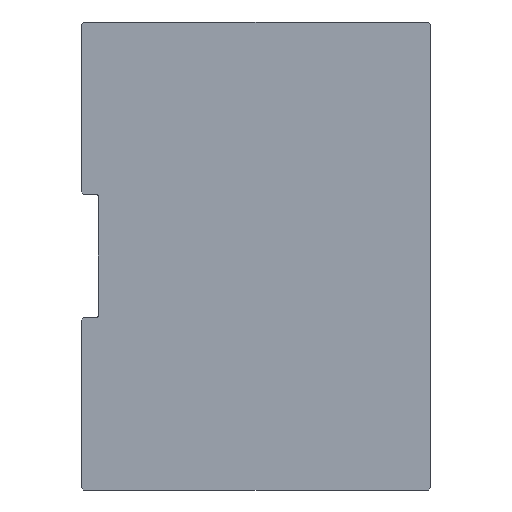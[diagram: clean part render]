
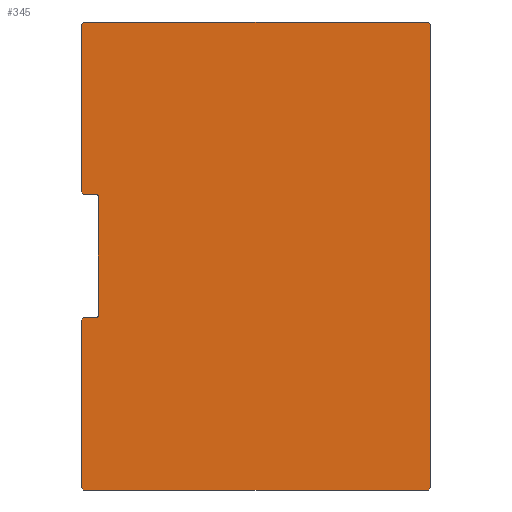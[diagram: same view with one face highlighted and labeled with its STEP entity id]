
A CAD part, front view. The second image highlights one B-rep face of the part: STEP entity #345.
In plain terms, the highlighted planar face has unit normal (0, -1, 0).
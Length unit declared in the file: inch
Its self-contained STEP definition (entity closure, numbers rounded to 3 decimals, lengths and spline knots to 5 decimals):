
#17=CIRCLE('',#384,0.25);
#18=CIRCLE('',#385,0.25);
#29=FACE_OUTER_BOUND('',#47,.T.);
#47=EDGE_LOOP('',(#257,#258,#259,#260,#261,#262,#263,#264,#265,#266,#267,
#268,#269,#270,#271,#272));
#59=LINE('',#495,#103);
#63=LINE('',#504,#107);
#65=LINE('',#509,#109);
#69=LINE('',#518,#113);
#73=LINE('',#527,#117);
#77=LINE('',#536,#121);
#81=LINE('',#545,#125);
#87=LINE('',#558,#131);
#89=LINE('',#561,#133);
#90=LINE('',#564,#134);
#91=LINE('',#565,#135);
#92=LINE('',#566,#136);
#93=LINE('',#567,#137);
#94=LINE('',#568,#138);
#103=VECTOR('',#403,39.37008);
#107=VECTOR('',#409,39.37008);
#109=VECTOR('',#413,39.37008);
#113=VECTOR('',#419,39.37008);
#117=VECTOR('',#425,39.37008);
#121=VECTOR('',#431,39.37008);
#125=VECTOR('',#437,39.37008);
#131=VECTOR('',#445,39.37008);
#133=VECTOR('',#449,39.37008);
#134=VECTOR('',#454,39.37008);
#135=VECTOR('',#455,39.37008);
#136=VECTOR('',#456,39.37008);
#137=VECTOR('',#457,39.37008);
#138=VECTOR('',#458,39.37008);
#147=VERTEX_POINT('',#492);
#148=VERTEX_POINT('',#494);
#151=VERTEX_POINT('',#501);
#152=VERTEX_POINT('',#503);
#153=VERTEX_POINT('',#507);
#154=VERTEX_POINT('',#508);
#157=VERTEX_POINT('',#516);
#158=VERTEX_POINT('',#517);
#161=VERTEX_POINT('',#525);
#162=VERTEX_POINT('',#526);
#165=VERTEX_POINT('',#534);
#166=VERTEX_POINT('',#535);
#169=VERTEX_POINT('',#543);
#170=VERTEX_POINT('',#544);
#175=VERTEX_POINT('',#555);
#176=VERTEX_POINT('',#557);
#179=EDGE_CURVE('',#147,#148,#59,.T.);
#183=EDGE_CURVE('',#152,#151,#63,.T.);
#185=EDGE_CURVE('',#153,#154,#65,.T.);
#189=EDGE_CURVE('',#157,#158,#69,.T.);
#193=EDGE_CURVE('',#161,#162,#73,.T.);
#197=EDGE_CURVE('',#165,#166,#77,.T.);
#201=EDGE_CURVE('',#169,#170,#81,.T.);
#207=EDGE_CURVE('',#175,#176,#87,.T.);
#209=EDGE_CURVE('',#147,#152,#89,.T.);
#210=EDGE_CURVE('',#151,#153,#17,.T.);
#211=EDGE_CURVE('',#154,#158,#18,.T.);
#212=EDGE_CURVE('',#157,#162,#90,.T.);
#213=EDGE_CURVE('',#161,#165,#91,.T.);
#214=EDGE_CURVE('',#166,#169,#92,.T.);
#215=EDGE_CURVE('',#170,#176,#93,.T.);
#216=EDGE_CURVE('',#175,#148,#94,.T.);
#257=ORIENTED_EDGE('',*,*,#179,.F.);
#258=ORIENTED_EDGE('',*,*,#209,.T.);
#259=ORIENTED_EDGE('',*,*,#183,.T.);
#260=ORIENTED_EDGE('',*,*,#210,.T.);
#261=ORIENTED_EDGE('',*,*,#185,.T.);
#262=ORIENTED_EDGE('',*,*,#211,.T.);
#263=ORIENTED_EDGE('',*,*,#189,.F.);
#264=ORIENTED_EDGE('',*,*,#212,.T.);
#265=ORIENTED_EDGE('',*,*,#193,.F.);
#266=ORIENTED_EDGE('',*,*,#213,.T.);
#267=ORIENTED_EDGE('',*,*,#197,.T.);
#268=ORIENTED_EDGE('',*,*,#214,.T.);
#269=ORIENTED_EDGE('',*,*,#201,.T.);
#270=ORIENTED_EDGE('',*,*,#215,.T.);
#271=ORIENTED_EDGE('',*,*,#207,.F.);
#272=ORIENTED_EDGE('',*,*,#216,.T.);
#329=PLANE('',#383);
#345=ADVANCED_FACE('',(#29),#329,.T.);
#383=AXIS2_PLACEMENT_3D('',#560,#447,#448);
#384=AXIS2_PLACEMENT_3D('',#562,#450,#451);
#385=AXIS2_PLACEMENT_3D('',#563,#452,#453);
#403=DIRECTION('',(0.,0.,1.));
#409=DIRECTION('',(1.,0.,0.));
#413=DIRECTION('',(0.,0.,-1.));
#419=DIRECTION('',(1.,0.,0.));
#425=DIRECTION('',(0.,0.,1.));
#431=DIRECTION('',(1.,0.,0.));
#437=DIRECTION('',(0.,0.,1.));
#445=DIRECTION('',(1.,0.,0.));
#447=DIRECTION('center_axis',(0.,-1.,0.));
#448=DIRECTION('ref_axis',(1.,0.,0.));
#449=DIRECTION('',(0.707,0.,-0.707));
#450=DIRECTION('center_axis',(0.,1.,0.));
#451=DIRECTION('ref_axis',(0.,0.,-1.));
#452=DIRECTION('center_axis',(0.,1.,0.));
#453=DIRECTION('ref_axis',(0.,0.,-1.));
#454=DIRECTION('',(-0.707,0.,-0.707));
#455=DIRECTION('',(0.707,0.,-0.707));
#456=DIRECTION('',(0.707,0.,0.707));
#457=DIRECTION('',(-0.707,0.,0.707));
#458=DIRECTION('',(-0.707,0.,-0.707));
#492=CARTESIAN_POINT('',(2.,-0.25,30.25));
#494=CARTESIAN_POINT('',(2.,-0.25,47.25));
#495=CARTESIAN_POINT('',(2.,-0.25,2.06904));
#501=CARTESIAN_POINT('',(3.5,-0.25,30.));
#503=CARTESIAN_POINT('',(2.25,-0.25,30.));
#504=CARTESIAN_POINT('',(4.76793,-0.25,30.));
#507=CARTESIAN_POINT('',(3.75,-0.25,29.75));
#508=CARTESIAN_POINT('',(3.75,-0.25,17.75));
#509=CARTESIAN_POINT('',(3.75,-0.25,24.64587));
#516=CARTESIAN_POINT('',(2.25,-0.25,17.5));
#517=CARTESIAN_POINT('',(3.5,-0.25,17.5));
#518=CARTESIAN_POINT('',(4.76793,-0.25,17.5));
#525=CARTESIAN_POINT('',(2.,-0.25,0.25));
#526=CARTESIAN_POINT('',(2.,-0.25,17.25));
#527=CARTESIAN_POINT('',(2.,-0.25,2.06904));
#534=CARTESIAN_POINT('',(2.25,-0.25,0.));
#535=CARTESIAN_POINT('',(37.25,-0.25,0.));
#536=CARTESIAN_POINT('',(4.87014,-0.25,0.));
#543=CARTESIAN_POINT('',(37.5,-0.25,0.25));
#544=CARTESIAN_POINT('',(37.5,-0.25,47.25));
#545=CARTESIAN_POINT('',(37.5,-0.25,2.06904));
#555=CARTESIAN_POINT('',(2.25,-0.25,47.5));
#557=CARTESIAN_POINT('',(37.25,-0.25,47.5));
#558=CARTESIAN_POINT('',(4.87014,-0.25,47.5));
#560=CARTESIAN_POINT('Origin',(19.75,-0.25,23.75));
#561=CARTESIAN_POINT('',(14.125,-0.25,18.125));
#562=CARTESIAN_POINT('Origin',(3.5,-0.25,29.75));
#563=CARTESIAN_POINT('Origin',(3.5,-0.25,17.75));
#564=CARTESIAN_POINT('',(14.125,-0.25,29.375));
#565=CARTESIAN_POINT('',(-0.875,-0.25,3.125));
#566=CARTESIAN_POINT('',(40.375,-0.25,3.125));
#567=CARTESIAN_POINT('',(40.375,-0.25,44.375));
#568=CARTESIAN_POINT('',(-0.875,-0.25,44.375));
